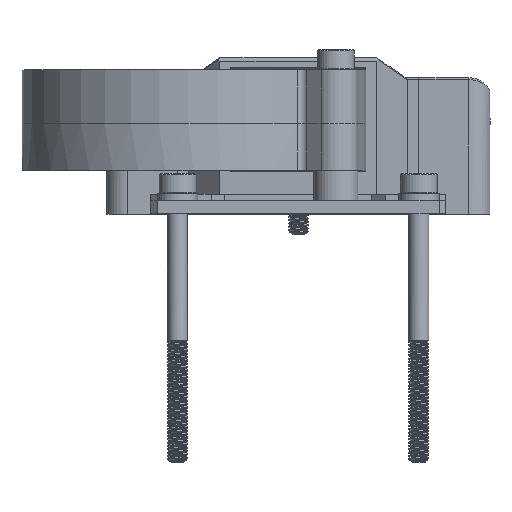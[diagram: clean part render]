
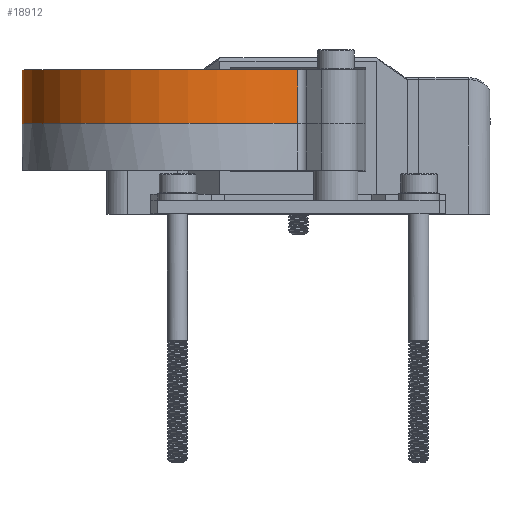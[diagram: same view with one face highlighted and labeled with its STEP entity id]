
A CAD part, top view. The second image highlights one B-rep face of the part: STEP entity #18912.
In plain terms, the highlighted cylindrical face has radius 25.65 mm (diameter 51.3 mm), a partial arc.
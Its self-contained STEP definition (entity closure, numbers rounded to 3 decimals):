
#1856=FACE_OUTER_BOUND('',#2917,.T.);
#2917=EDGE_LOOP('',(#13545,#13546,#13547,#13548));
#4019=LINE('',#27984,#5531);
#4035=LINE('',#28040,#5547);
#5531=VECTOR('',#22829,1000.);
#5547=VECTOR('',#22885,1000.);
#7260=CIRCLE('',#20436,25.65);
#7261=CIRCLE('',#20437,25.65);
#7910=VERTEX_POINT('',#27977);
#7913=VERTEX_POINT('',#27982);
#7932=VERTEX_POINT('',#28037);
#7933=VERTEX_POINT('',#28039);
#10034=EDGE_CURVE('',#7910,#7913,#4019,.T.);
#10060=EDGE_CURVE('',#7932,#7913,#7260,.T.);
#10061=EDGE_CURVE('',#7933,#7932,#4035,.T.);
#10062=EDGE_CURVE('',#7933,#7910,#7261,.T.);
#13545=ORIENTED_EDGE('',*,*,#10060,.F.);
#13546=ORIENTED_EDGE('',*,*,#10061,.F.);
#13547=ORIENTED_EDGE('',*,*,#10062,.T.);
#13548=ORIENTED_EDGE('',*,*,#10034,.T.);
#18390=CYLINDRICAL_SURFACE('',#20435,25.65);
#18912=ADVANCED_FACE('',(#1856),#18390,.T.);
#20435=AXIS2_PLACEMENT_3D('',#28036,#22881,#22882);
#20436=AXIS2_PLACEMENT_3D('',#28038,#22883,#22884);
#20437=AXIS2_PLACEMENT_3D('',#28041,#22886,#22887);
#22829=DIRECTION('',(0.,1.,0.));
#22881=DIRECTION('center_axis',(0.,1.,0.));
#22882=DIRECTION('ref_axis',(0.445,0.,-0.895));
#22883=DIRECTION('center_axis',(0.,1.,0.));
#22884=DIRECTION('ref_axis',(0.,0.,1.));
#22885=DIRECTION('',(0.,1.,0.));
#22886=DIRECTION('center_axis',(0.,1.,0.));
#22887=DIRECTION('ref_axis',(0.,0.,1.));
#27977=CARTESIAN_POINT('',(-17.333,-8.,-20.467));
#27982=CARTESIAN_POINT('',(-17.333,0.,-20.467));
#27984=CARTESIAN_POINT('',(-17.333,-8.,-20.467));
#28036=CARTESIAN_POINT('Origin',(-1.85,-8.,-0.017));
#28037=CARTESIAN_POINT('',(23.8,0.,0.));
#28038=CARTESIAN_POINT('Origin',(-1.85,0.,-0.017));
#28039=CARTESIAN_POINT('',(23.8,-8.,0.));
#28040=CARTESIAN_POINT('',(23.8,-8.,0.));
#28041=CARTESIAN_POINT('Origin',(-1.85,-8.,-0.017));
